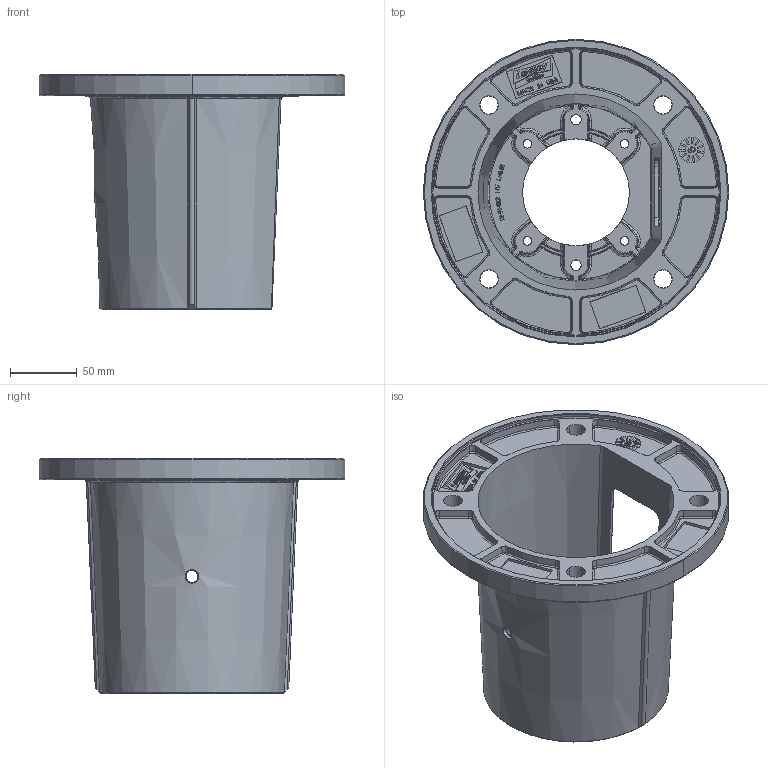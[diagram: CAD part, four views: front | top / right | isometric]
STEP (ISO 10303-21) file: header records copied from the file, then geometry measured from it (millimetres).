
FILE_DESCRIPTION((''),'2;1');
FILE_NAME('84527105119_ASM','2013-04-26T',('ppetruska'),(''),'PRO/ENGINEER BY PARAMETRIC TECHNOLOGY CORPORATION, 2012480','PRO/ENGINEER BY PARAMETRIC TECHNOLOGY CORPORATION, 2012480','');
FILE_SCHEMA(('CONFIG_CONTROL_DESIGN'));
Length unit declared in the file: inch
Products named in the file (3): 84527105826_AF4; 84527105831_AF3_ASM; 84527105119_ASM
Assembly tree (2 placements, depth 3):
  84527105119_ASM
    84527105831_AF3_ASM
      84527105826_AF4
Bounding box: 228.6 x 228.6 x 176.21 mm (x, y, z)
Volume: 536277.4 mm3; surface area: 233873 mm2
Topology: 1 solids, 1 shells, 1393 faces, 3627 edges, 2312 vertices
Faces by surface type: plane 852, bspline 149, cylinder 136, torus 130, cone 99, extrusion 27
Entity records: 51691 total; most frequent: CARTESIAN_POINT 18250, ORIENTED_EDGE 7254, DIRECTION 6400, EDGE_CURVE 3627, VECTOR 2538, LINE 2511, VERTEX_POINT 2312, AXIS2_PLACEMENT_3D 1931
